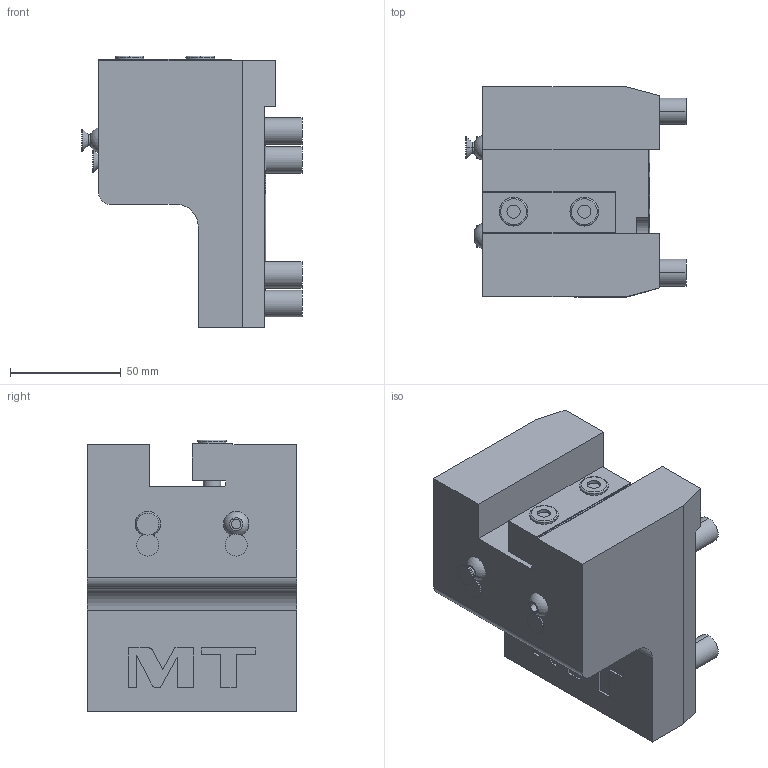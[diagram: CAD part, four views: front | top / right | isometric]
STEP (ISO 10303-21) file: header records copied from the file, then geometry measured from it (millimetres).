
FILE_DESCRIPTION((''),'2;1');
FILE_NAME('OKU0091905_CONF','2024-04-29T16:38:07',('gvalli'),('M.T. srl'),'CREO PARAMETRIC BY PTC INC, 2021072','CREO PARAMETRIC BY PTC INC, 2021072','');
FILE_SCHEMA(('CONFIG_CONTROL_DESIGN'));
Length unit declared in the file: millimetre
Products named in the file (1): OKU0091905_CONF
Bounding box: 99.55 x 95 x 123.02 mm (x, y, z)
Volume: 597070.1 mm3; surface area: 57943.2 mm2
Topology: 1 solids, 1 shells, 131 faces, 320 edges, 212 vertices
Faces by surface type: plane 74, cylinder 37, torus 10, cone 6, extrusion 2, sphere 2
Entity records: 3927 total; most frequent: DIRECTION 688, CARTESIAN_POINT 678, ORIENTED_EDGE 640, EDGE_CURVE 320, AXIS2_PLACEMENT_3D 241, VERTEX_POINT 212, VECTOR 206, LINE 204
